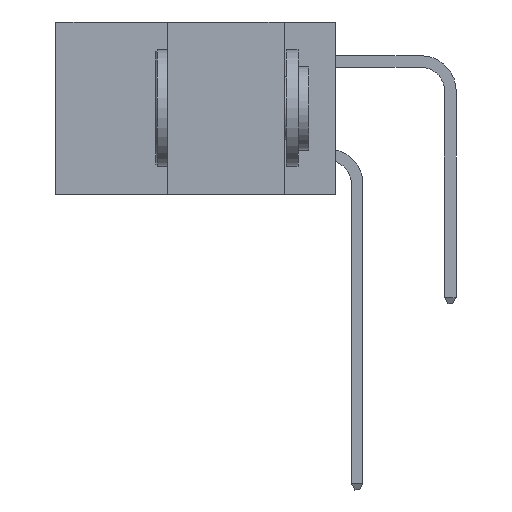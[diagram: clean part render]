
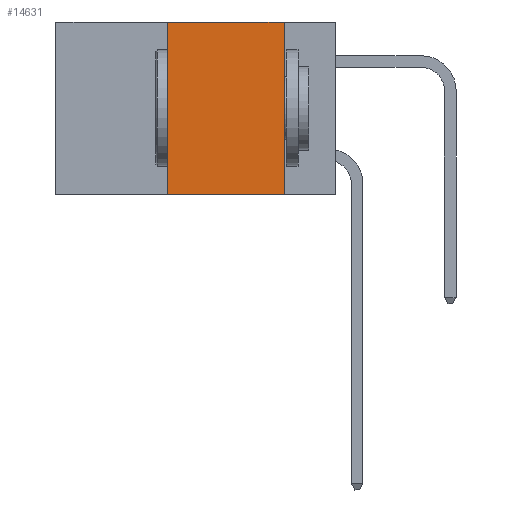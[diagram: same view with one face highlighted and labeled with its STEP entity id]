
A CAD part, left-side view. The second image highlights one B-rep face of the part: STEP entity #14631.
In plain terms, the highlighted planar face has unit normal (-1, 0, 0).
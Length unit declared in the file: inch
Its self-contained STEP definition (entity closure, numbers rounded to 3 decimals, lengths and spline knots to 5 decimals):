
#54 = ORIENTED_EDGE ( 'NONE', *, *, #27990, .F. ) ;
#1904 = CARTESIAN_POINT ( 'NONE',  ( 0., 0.11, 0. ) ) ;
#2713 = DIRECTION ( 'NONE',  ( 0., -1., 0. ) ) ;
#3350 = CARTESIAN_POINT ( 'NONE',  ( 0., 0.6, -0.37 ) ) ;
#5906 = ORIENTED_EDGE ( 'NONE', *, *, #45261, .F. ) ;
#7017 = LINE ( 'NONE', #11125, #8149 ) ;
#8149 = VECTOR ( 'NONE', #29008, 39.37008 ) ;
#11125 = CARTESIAN_POINT ( 'NONE',  ( 0., 0.36, 0. ) ) ;
#11909 = DIRECTION ( 'NONE',  ( 0., 0., -1. ) ) ;
#14631 = ADVANCED_FACE ( 'NONE', ( #38520 ), #23506, .F. ) ;
#17365 = VECTOR ( 'NONE', #29640, 39.37008 ) ;
#17535 = CARTESIAN_POINT ( 'NONE',  ( 0., 0.36, -0.37 ) ) ;
#18642 = ORIENTED_EDGE ( 'NONE', *, *, #19862, .F. ) ;
#19697 = VECTOR ( 'NONE', #11909, 39.37008 ) ;
#19862 = EDGE_CURVE ( 'NONE', #30839, #21580, #21977, .T. ) ;
#20853 = DIRECTION ( 'NONE',  ( 0., 0., -1. ) ) ;
#21580 = VERTEX_POINT ( 'NONE', #44623 ) ;
#21977 = LINE ( 'NONE', #33015, #19697 ) ;
#23354 = CARTESIAN_POINT ( 'NONE',  ( 0., 0.6, 0. ) ) ;
#23506 = PLANE ( 'NONE',  #40023 ) ;
#24496 = ORIENTED_EDGE ( 'NONE', *, *, #37614, .T. ) ;
#26819 = LINE ( 'NONE', #33314, #17365 ) ;
#27205 = DIRECTION ( 'NONE',  ( 1., 0., 0. ) ) ;
#27990 = EDGE_CURVE ( 'NONE', #34091, #36747, #7017, .T. ) ;
#29008 = DIRECTION ( 'NONE',  ( 0., 0., 1. ) ) ;
#29640 = DIRECTION ( 'NONE',  ( 0., -1., 0. ) ) ;
#30839 = VERTEX_POINT ( 'NONE', #1904 ) ;
#32646 = CARTESIAN_POINT ( 'NONE',  ( 0., 0.36, 0. ) ) ;
#33015 = CARTESIAN_POINT ( 'NONE',  ( 0., 0.11, 0. ) ) ;
#33314 = CARTESIAN_POINT ( 'NONE',  ( 0., 0.6, 0. ) ) ;
#33723 = VECTOR ( 'NONE', #2713, 39.37008 ) ;
#34091 = VERTEX_POINT ( 'NONE', #17535 ) ;
#36747 = VERTEX_POINT ( 'NONE', #32646 ) ;
#37614 = EDGE_CURVE ( 'NONE', #34091, #21580, #43552, .T. ) ;
#38520 = FACE_OUTER_BOUND ( 'NONE', #44498, .T. ) ;
#40023 = AXIS2_PLACEMENT_3D ( 'NONE', #23354, #27205, #20853 ) ;
#43552 = LINE ( 'NONE', #3350, #33723 ) ;
#44498 = EDGE_LOOP ( 'NONE', ( #18642, #5906, #54, #24496 ) ) ;
#44623 = CARTESIAN_POINT ( 'NONE',  ( 0., 0.11, -0.37 ) ) ;
#45261 = EDGE_CURVE ( 'NONE', #36747, #30839, #26819, .T. ) ;
